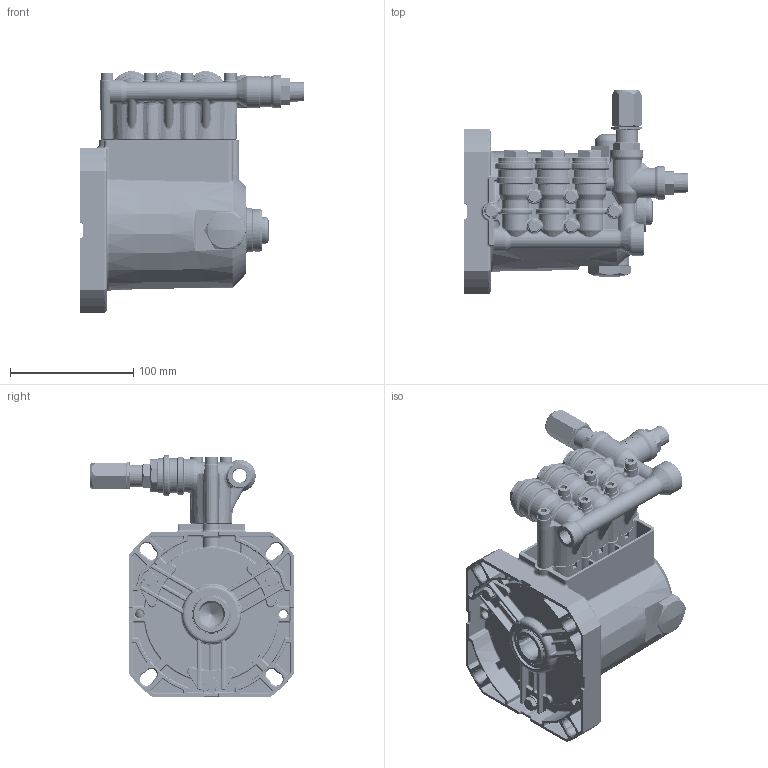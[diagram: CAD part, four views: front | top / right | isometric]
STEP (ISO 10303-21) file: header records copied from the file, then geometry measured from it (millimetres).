
FILE_DESCRIPTION (( 'STEP AP214' ), '1' );
FILE_NAME ('4DX20ER.STEP', '2017-01-05T20:28:26', ( '' ), ( '' ), 'SwSTEP 2.0', 'SolidWorks 2016', '' );
FILE_SCHEMA (( 'AUTOMOTIVE_DESIGN' ));
Length unit declared in the file: millimetre
Products named in the file (1): 4DX20ER
Bounding box: 181.67 x 165.47 x 196.25 mm (x, y, z)
Volume: 626224.5 mm3; surface area: 337456.3 mm2
Topology: 32 solids, 32 shells, 4981 faces, 11934 edges, 6852 vertices
Faces by surface type: cylinder 1377, bspline 1205, plane 876, torus 728, cone 470, sphere 325
Entity records: 234856 total; most frequent: CARTESIAN_POINT 73540, ORIENTED_EDGE 23194, DIRECTION 21346, EDGE_CURVE 11597, AXIS2_PLACEMENT_3D 8957, VERTEX_POINT 6798, EDGE_LOOP 5199, CIRCLE 5180
